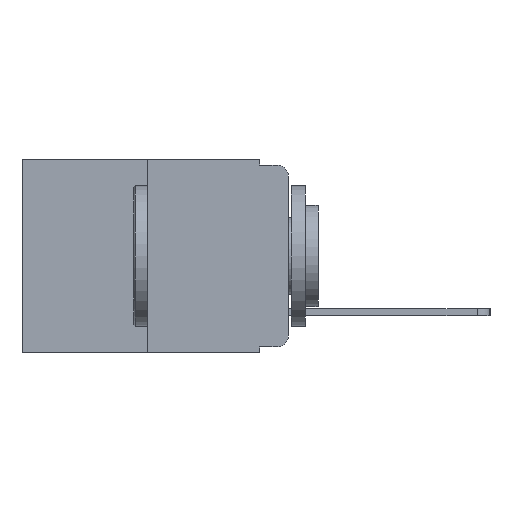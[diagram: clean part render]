
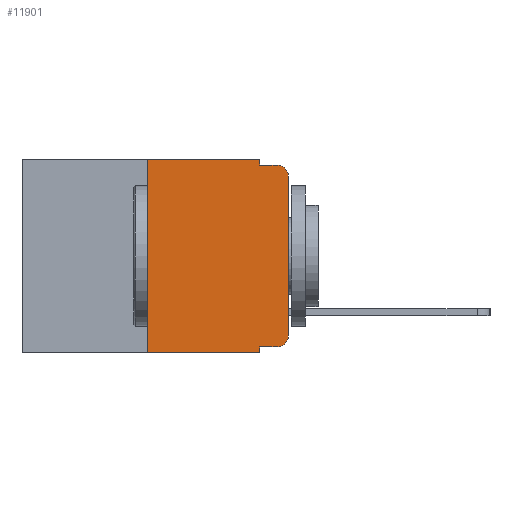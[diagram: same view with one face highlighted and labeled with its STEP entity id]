
A CAD part, left-side view. The second image highlights one B-rep face of the part: STEP entity #11901.
In plain terms, the highlighted planar face has unit normal (-1, 0, 0).
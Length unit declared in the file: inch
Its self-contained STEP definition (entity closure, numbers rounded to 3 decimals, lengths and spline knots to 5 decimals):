
#219 = AXIS2_PLACEMENT_3D ( 'NONE', #5985, #15148, #7292 ) ;
#293 = ORIENTED_EDGE ( 'NONE', *, *, #4935, .T. ) ;
#342 = ORIENTED_EDGE ( 'NONE', *, *, #3846, .F. ) ;
#426 = CARTESIAN_POINT ( 'NONE',  ( 0., 0.051, -0.01 ) ) ;
#483 = VERTEX_POINT ( 'NONE', #7568 ) ;
#721 = DIRECTION ( 'NONE',  ( 0., 0., -1. ) ) ;
#746 = VECTOR ( 'NONE', #9929, 39.37008 ) ;
#762 = DIRECTION ( 'NONE',  ( -1., 0., 0. ) ) ;
#1102 = CARTESIAN_POINT ( 'NONE',  ( 0., 0.02, -0.01 ) ) ;
#1134 = DIRECTION ( 'NONE',  ( 0., -1., 0. ) ) ;
#1432 = DIRECTION ( 'NONE',  ( 0., 0., 1. ) ) ;
#1589 = CARTESIAN_POINT ( 'NONE',  ( 0., 0., -0.03 ) ) ;
#1677 = EDGE_CURVE ( 'NONE', #10821, #2127, #7782, .T. ) ;
#2127 = VERTEX_POINT ( 'NONE', #16577 ) ;
#2219 = EDGE_CURVE ( 'NONE', #6930, #16597, #3010, .T. ) ;
#2341 = LINE ( 'NONE', #15637, #15914 ) ;
#2571 = CARTESIAN_POINT ( 'NONE',  ( 0., 0.473, -0.343 ) ) ;
#2661 = EDGE_LOOP ( 'NONE', ( #6919, #13319, #15111, #4600, #8416, #342, #293, #5501, #11130, #2772 ) ) ;
#2772 = ORIENTED_EDGE ( 'NONE', *, *, #13947, .T. ) ;
#2875 = LINE ( 'NONE', #6383, #9544 ) ;
#2920 = LINE ( 'NONE', #10816, #9592 ) ;
#3010 = CIRCLE ( 'NONE', #5920, 0.02 ) ;
#3174 = CARTESIAN_POINT ( 'NONE',  ( 0., 0.02, -0.333 ) ) ;
#3380 = CARTESIAN_POINT ( 'NONE',  ( 0., 0.25, 0. ) ) ;
#3493 = VERTEX_POINT ( 'NONE', #426 ) ;
#3846 = EDGE_CURVE ( 'NONE', #9506, #10821, #12302, .T. ) ;
#3899 = DIRECTION ( 'NONE',  ( 0., -1., 0. ) ) ;
#3994 = VECTOR ( 'NONE', #1432, 39.37008 ) ;
#4530 = CARTESIAN_POINT ( 'NONE',  ( 0., 0., 0. ) ) ;
#4564 = VECTOR ( 'NONE', #3899, 39.37008 ) ;
#4600 = ORIENTED_EDGE ( 'NONE', *, *, #5074, .F. ) ;
#4935 = EDGE_CURVE ( 'NONE', #9506, #6177, #8523, .T. ) ;
#5074 = EDGE_CURVE ( 'NONE', #2127, #3493, #2920, .T. ) ;
#5501 = ORIENTED_EDGE ( 'NONE', *, *, #8986, .F. ) ;
#5920 = AXIS2_PLACEMENT_3D ( 'NONE', #17023, #762, #721 ) ;
#5985 = CARTESIAN_POINT ( 'NONE',  ( 0., 0.473, 0. ) ) ;
#6177 = VERTEX_POINT ( 'NONE', #6425 ) ;
#6383 = CARTESIAN_POINT ( 'NONE',  ( 0., 0.051, 0. ) ) ;
#6425 = CARTESIAN_POINT ( 'NONE',  ( 0., 0.051, -0.343 ) ) ;
#6559 = LINE ( 'NONE', #12998, #13159 ) ;
#6697 = LINE ( 'NONE', #4530, #16710 ) ;
#6919 = ORIENTED_EDGE ( 'NONE', *, *, #12498, .T. ) ;
#6930 = VERTEX_POINT ( 'NONE', #1589 ) ;
#7165 = VERTEX_POINT ( 'NONE', #11401 ) ;
#7292 = DIRECTION ( 'NONE',  ( 0., 0., -1. ) ) ;
#7327 = CARTESIAN_POINT ( 'NONE',  ( 0., 0.02, -0.313 ) ) ;
#7568 = CARTESIAN_POINT ( 'NONE',  ( 0., 0., -0.313 ) ) ;
#7782 = LINE ( 'NONE', #9577, #746 ) ;
#7798 = DIRECTION ( 'NONE',  ( 0., -1., 0. ) ) ;
#8024 = AXIS2_PLACEMENT_3D ( 'NONE', #7327, #16699, #8911 ) ;
#8416 = ORIENTED_EDGE ( 'NONE', *, *, #1677, .F. ) ;
#8523 = LINE ( 'NONE', #2571, #4564 ) ;
#8751 = VERTEX_POINT ( 'NONE', #3174 ) ;
#8911 = DIRECTION ( 'NONE',  ( 0., 0., -1. ) ) ;
#8986 = EDGE_CURVE ( 'NONE', #7165, #6177, #2875, .T. ) ;
#9032 = CARTESIAN_POINT ( 'NONE',  ( 0., 0.25, -0.343 ) ) ;
#9231 = FACE_OUTER_BOUND ( 'NONE', #2661, .T. ) ;
#9488 = DIRECTION ( 'NONE',  ( 0., 0., -1. ) ) ;
#9506 = VERTEX_POINT ( 'NONE', #9032 ) ;
#9544 = VECTOR ( 'NONE', #16823, 39.37008 ) ;
#9577 = CARTESIAN_POINT ( 'NONE',  ( 0., 0.473, 0. ) ) ;
#9592 = VECTOR ( 'NONE', #9488, 39.37008 ) ;
#9929 = DIRECTION ( 'NONE',  ( 0., -1., 0. ) ) ;
#10816 = CARTESIAN_POINT ( 'NONE',  ( 0., 0.051, 0. ) ) ;
#10821 = VERTEX_POINT ( 'NONE', #3380 ) ;
#11013 = EDGE_CURVE ( 'NONE', #7165, #8751, #6559, .T. ) ;
#11130 = ORIENTED_EDGE ( 'NONE', *, *, #11013, .T. ) ;
#11191 = DIRECTION ( 'NONE',  ( 0., 0., 1. ) ) ;
#11401 = CARTESIAN_POINT ( 'NONE',  ( 0., 0.051, -0.333 ) ) ;
#11501 = CIRCLE ( 'NONE', #8024, 0.02 ) ;
#11901 = ADVANCED_FACE ( 'NONE', ( #9231 ), #12566, .F. ) ;
#12161 = EDGE_CURVE ( 'NONE', #3493, #16597, #2341, .T. ) ;
#12302 = LINE ( 'NONE', #13520, #3994 ) ;
#12498 = EDGE_CURVE ( 'NONE', #483, #6930, #6697, .T. ) ;
#12566 = PLANE ( 'NONE',  #219 ) ;
#12998 = CARTESIAN_POINT ( 'NONE',  ( 0., 0.051, -0.333 ) ) ;
#13159 = VECTOR ( 'NONE', #1134, 39.37008 ) ;
#13319 = ORIENTED_EDGE ( 'NONE', *, *, #2219, .T. ) ;
#13520 = CARTESIAN_POINT ( 'NONE',  ( 0., 0.25, 0. ) ) ;
#13947 = EDGE_CURVE ( 'NONE', #8751, #483, #11501, .T. ) ;
#15111 = ORIENTED_EDGE ( 'NONE', *, *, #12161, .F. ) ;
#15148 = DIRECTION ( 'NONE',  ( 1., 0., 0. ) ) ;
#15637 = CARTESIAN_POINT ( 'NONE',  ( 0., 0.051, -0.01 ) ) ;
#15914 = VECTOR ( 'NONE', #7798, 39.37008 ) ;
#16577 = CARTESIAN_POINT ( 'NONE',  ( 0., 0.051, 0. ) ) ;
#16597 = VERTEX_POINT ( 'NONE', #1102 ) ;
#16699 = DIRECTION ( 'NONE',  ( -1., 0., 0. ) ) ;
#16710 = VECTOR ( 'NONE', #11191, 39.37008 ) ;
#16823 = DIRECTION ( 'NONE',  ( 0., 0., -1. ) ) ;
#17023 = CARTESIAN_POINT ( 'NONE',  ( 0., 0.02, -0.03 ) ) ;
